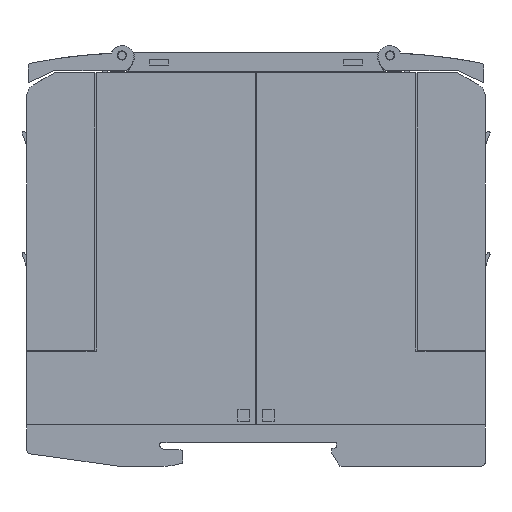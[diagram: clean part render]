
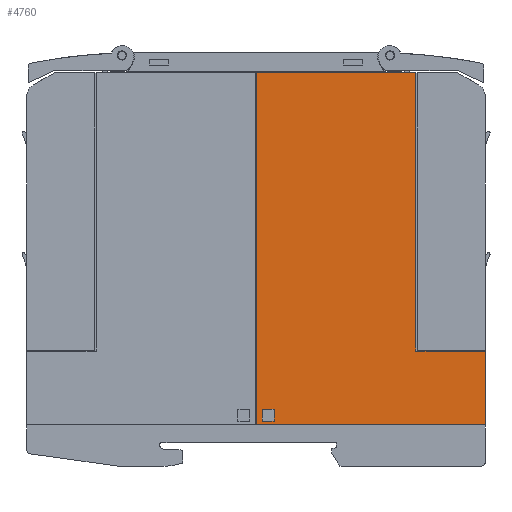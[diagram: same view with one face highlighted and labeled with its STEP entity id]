
A CAD part, left-side view. The second image highlights one B-rep face of the part: STEP entity #4760.
In plain terms, the highlighted planar face has unit normal (-1, 0, 0).
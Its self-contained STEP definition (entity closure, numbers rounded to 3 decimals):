
#4760=ADVANCED_FACE('',(#9700,#9701),#9702,.T.);
#9700=FACE_OUTER_BOUND('',#14710,.T.);
#9701=FACE_BOUND('',#14711,.T.);
#9702=PLANE('',#14712);
#14710=EDGE_LOOP('',(#29876,#29877,#29878,#29879,#29880,#29881));
#14711=EDGE_LOOP('',(#29882,#29883,#29884,#29885));
#14712=AXIS2_PLACEMENT_3D('',#29886,#29887,#29888);
#29876=ORIENTED_EDGE('',*,*,#31103,.T.);
#29877=ORIENTED_EDGE('',*,*,#36488,.T.);
#29878=ORIENTED_EDGE('',*,*,#36496,.T.);
#29879=ORIENTED_EDGE('',*,*,#36476,.F.);
#29880=ORIENTED_EDGE('',*,*,#36497,.T.);
#29881=ORIENTED_EDGE('',*,*,#36492,.T.);
#29882=ORIENTED_EDGE('',*,*,#36486,.T.);
#29883=ORIENTED_EDGE('',*,*,#36462,.T.);
#29884=ORIENTED_EDGE('',*,*,#36470,.T.);
#29885=ORIENTED_EDGE('',*,*,#36483,.T.);
#29886=CARTESIAN_POINT('',(0.0,25.98,9.001));
#29887=DIRECTION('',(-1.0,0.0,0.0));
#29888=DIRECTION('',(0.0,1.0,0.0));
#31103=EDGE_CURVE('',#37605,#37609,#37611,.T.);
#36462=EDGE_CURVE('',#45563,#45561,#45564,.T.);
#36470=EDGE_CURVE('',#45561,#45572,#45574,.T.);
#36476=EDGE_CURVE('',#45583,#45585,#45586,.T.);
#36483=EDGE_CURVE('',#45572,#45595,#45597,.T.);
#36486=EDGE_CURVE('',#45595,#45563,#45600,.T.);
#36488=EDGE_CURVE('',#37609,#45602,#45603,.T.);
#36492=EDGE_CURVE('',#45608,#37605,#45609,.T.);
#36496=EDGE_CURVE('',#45602,#45585,#45614,.T.);
#36497=EDGE_CURVE('',#45583,#45608,#45615,.T.);
#37605=VERTEX_POINT('',#47311);
#37609=VERTEX_POINT('',#47317);
#37611=LINE('',#47320,#47321);
#45561=VERTEX_POINT('',#59129);
#45563=VERTEX_POINT('',#59132);
#45564=LINE('',#59133,#59134);
#45572=VERTEX_POINT('',#59146);
#45574=LINE('',#59149,#59150);
#45583=VERTEX_POINT('',#59162);
#45585=VERTEX_POINT('',#59165);
#45586=LINE('',#59166,#59167);
#45595=VERTEX_POINT('',#59180);
#45597=LINE('',#59183,#59184);
#45600=LINE('',#59188,#59189);
#45602=VERTEX_POINT('',#59191);
#45603=LINE('',#59192,#59193);
#45608=VERTEX_POINT('',#59200);
#45609=LINE('',#59201,#59202);
#45614=LINE('',#59209,#59210);
#45615=LINE('',#59211,#59212);
#47311=CARTESIAN_POINT('',(0.0,1.03,25.101));
#47317=CARTESIAN_POINT('',(0.0,16.13,25.101));
#47320=CARTESIAN_POINT('',(0.0,17.255,25.101));
#47321=VECTOR('',#60237,1.0);
#59129=CARTESIAN_POINT('',(0.0,47.03,12.401));
#59132=CARTESIAN_POINT('',(0.0,49.63,12.401));
#59133=CARTESIAN_POINT('',(0.0,37.155,12.401));
#59134=VECTOR('',#65111,1.0);
#59146=CARTESIAN_POINT('',(0.0,47.03,9.801));
#59149=CARTESIAN_POINT('',(0.0,47.03,10.051));
#59150=VECTOR('',#65117,1.0);
#59162=CARTESIAN_POINT('',(0.0,50.93,9.001));
#59165=CARTESIAN_POINT('',(0.0,50.93,85.801));
#59166=CARTESIAN_POINT('',(0.0,50.93,9.001));
#59167=VECTOR('',#65122,1.0);
#59180=CARTESIAN_POINT('',(0.0,49.63,9.801));
#59183=CARTESIAN_POINT('',(0.0,37.155,9.801));
#59184=VECTOR('',#65128,1.0);
#59188=CARTESIAN_POINT('',(0.0,49.63,10.051));
#59189=VECTOR('',#65130,1.0);
#59191=CARTESIAN_POINT('',(0.0,16.13,85.801));
#59192=CARTESIAN_POINT('',(0.0,16.13,32.226));
#59193=VECTOR('',#65131,1.0);
#59200=CARTESIAN_POINT('',(0.0,1.03,9.001));
#59201=CARTESIAN_POINT('',(0.0,1.03,9.001));
#59202=VECTOR('',#65134,1.0);
#59209=CARTESIAN_POINT('',(0.0,50.93,85.801));
#59210=VECTOR('',#65137,1.0);
#59211=CARTESIAN_POINT('',(0.0,50.93,9.001));
#59212=VECTOR('',#65138,1.0);
#60237=DIRECTION('',(0.0,1.0,0.0));
#65111=DIRECTION('',(0.0,-1.0,0.0));
#65117=DIRECTION('',(0.0,0.0,-1.0));
#65122=DIRECTION('',(0.0,0.0,1.0));
#65128=DIRECTION('',(0.0,1.0,0.0));
#65130=DIRECTION('',(0.0,-0.0,1.0));
#65131=DIRECTION('',(0.0,-0.0,1.0));
#65134=DIRECTION('',(0.0,0.0,1.0));
#65137=DIRECTION('',(0.0,1.0,0.0));
#65138=DIRECTION('',(0.0,-1.0,0.0));
